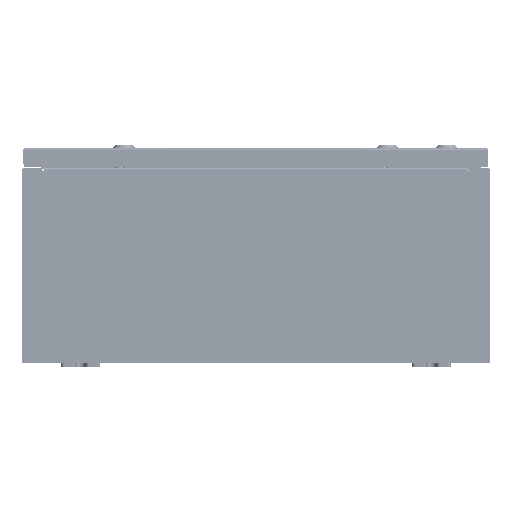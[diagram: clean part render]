
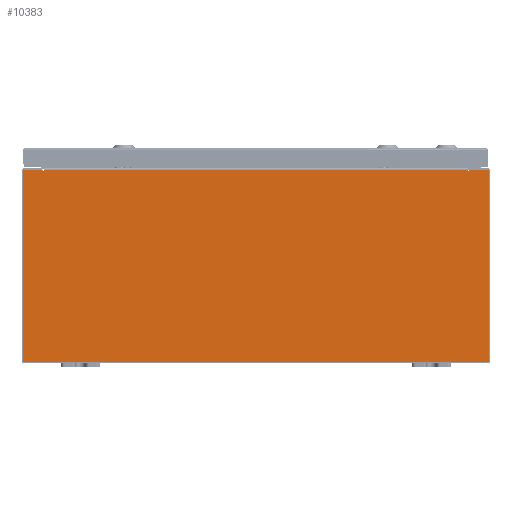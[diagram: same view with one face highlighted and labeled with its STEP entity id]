
A CAD part, front view. The second image highlights one B-rep face of the part: STEP entity #10383.
In plain terms, the highlighted face is planar.
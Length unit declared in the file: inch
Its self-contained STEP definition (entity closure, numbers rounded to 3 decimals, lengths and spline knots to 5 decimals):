
#1083 = VERTEX_POINT ( 'NONE', #39214 ) ;
#1394 = EDGE_LOOP ( 'NONE', ( #31314, #29069, #45245, #11358, #22141, #14744, #31499, #7772, #14007, #14806, #10910, #53449 ) ) ;
#2078 = VERTEX_POINT ( 'NONE', #57534 ) ;
#2117 = LINE ( 'NONE', #15406, #28502 ) ;
#3233 = EDGE_CURVE ( 'NONE', #14942, #1083, #18194, .T. ) ;
#3363 = LINE ( 'NONE', #15527, #28183 ) ;
#3466 = PLANE ( 'NONE',  #21482 ) ;
#6935 = LINE ( 'NONE', #54273, #20120 ) ;
#7430 = DIRECTION ( 'NONE',  ( 0., 0., 1. ) ) ;
#7524 = CARTESIAN_POINT ( 'NONE',  ( -10.8872, 0., 4.87495 ) ) ;
#7772 = ORIENTED_EDGE ( 'NONE', *, *, #51208, .T. ) ;
#7980 = EDGE_CURVE ( 'NONE', #39489, #11575, #58183, .T. ) ;
#8041 = DIRECTION ( 'NONE',  ( 1., 0., 0. ) ) ;
#8500 = CARTESIAN_POINT ( 'NONE',  ( 0., 0., 0. ) ) ;
#9136 = AXIS2_PLACEMENT_3D ( 'NONE', #40625, #10985, #45582 ) ;
#10383 = ADVANCED_FACE ( 'NONE', ( #34053 ), #3466, .F. ) ;
#10453 = DIRECTION ( 'NONE',  ( 1., 0., 0. ) ) ;
#10569 = CARTESIAN_POINT ( 'NONE',  ( -11.9253, 0., -4.9253 ) ) ;
#10910 = ORIENTED_EDGE ( 'NONE', *, *, #31938, .T. ) ;
#10985 = DIRECTION ( 'NONE',  ( 0., 1., 0. ) ) ;
#11358 = ORIENTED_EDGE ( 'NONE', *, *, #52906, .T. ) ;
#11575 = VERTEX_POINT ( 'NONE', #19613 ) ;
#12891 = EDGE_CURVE ( 'NONE', #2078, #11575, #31593, .T. ) ;
#14007 = ORIENTED_EDGE ( 'NONE', *, *, #20808, .T. ) ;
#14514 = VERTEX_POINT ( 'NONE', #39385 ) ;
#14534 = VERTEX_POINT ( 'NONE', #64281 ) ;
#14744 = ORIENTED_EDGE ( 'NONE', *, *, #3233, .F. ) ;
#14806 = ORIENTED_EDGE ( 'NONE', *, *, #26026, .T. ) ;
#14942 = VERTEX_POINT ( 'NONE', #22295 ) ;
#15406 = CARTESIAN_POINT ( 'NONE',  ( -11.9253, 0., -4.9253 ) ) ;
#15527 = CARTESIAN_POINT ( 'NONE',  ( -11.9253, 0., 4.9253 ) ) ;
#15826 = LINE ( 'NONE', #57356, #30495 ) ;
#16835 = AXIS2_PLACEMENT_3D ( 'NONE', #48223, #43968, #25371 ) ;
#18045 = VERTEX_POINT ( 'NONE', #64264 ) ;
#18194 = CIRCLE ( 'NONE', #16835, 0.01867 ) ;
#18759 = VECTOR ( 'NONE', #21611, 39.37008 ) ;
#19613 = CARTESIAN_POINT ( 'NONE',  ( -10.92455, 0., 4.9253 ) ) ;
#20116 = CARTESIAN_POINT ( 'NONE',  ( -11.9253, 0., 4.9253 ) ) ;
#20120 = VECTOR ( 'NONE', #64287, 39.37008 ) ;
#20808 = EDGE_CURVE ( 'NONE', #62003, #30880, #52802, .T. ) ;
#21482 = AXIS2_PLACEMENT_3D ( 'NONE', #8500, #63212, #33587 ) ;
#21611 = DIRECTION ( 'NONE',  ( 1., 0., 0. ) ) ;
#22054 = CARTESIAN_POINT ( 'NONE',  ( -11.9253, 0., 4.9253 ) ) ;
#22141 = ORIENTED_EDGE ( 'NONE', *, *, #32785, .F. ) ;
#22295 = CARTESIAN_POINT ( 'NONE',  ( 10.92455, 0., 4.87495 ) ) ;
#22460 = CARTESIAN_POINT ( 'NONE',  ( 11.9253, 0., 4.9253 ) ) ;
#22907 = VECTOR ( 'NONE', #10453, 39.37008 ) ;
#24139 = CARTESIAN_POINT ( 'NONE',  ( -10.92455, 0., 0. ) ) ;
#25371 = DIRECTION ( 'NONE',  ( 0., 0., -1. ) ) ;
#26026 = EDGE_CURVE ( 'NONE', #30880, #37948, #2117, .T. ) ;
#27974 = VECTOR ( 'NONE', #62760, 39.37008 ) ;
#28119 = VECTOR ( 'NONE', #7430, 39.37008 ) ;
#28183 = VECTOR ( 'NONE', #45091, 39.37008 ) ;
#28502 = VECTOR ( 'NONE', #44956, 39.37008 ) ;
#29069 = ORIENTED_EDGE ( 'NONE', *, *, #44007, .F. ) ;
#29660 = LINE ( 'NONE', #42011, #28119 ) ;
#30495 = VECTOR ( 'NONE', #8041, 39.37008 ) ;
#30880 = VERTEX_POINT ( 'NONE', #38280 ) ;
#31314 = ORIENTED_EDGE ( 'NONE', *, *, #12891, .F. ) ;
#31499 = ORIENTED_EDGE ( 'NONE', *, *, #62511, .F. ) ;
#31593 = LINE ( 'NONE', #24139, #43173 ) ;
#31938 = EDGE_CURVE ( 'NONE', #37948, #39489, #3363, .T. ) ;
#32785 = EDGE_CURVE ( 'NONE', #1083, #14514, #29660, .T. ) ;
#33587 = DIRECTION ( 'NONE',  ( 0., 0., -1. ) ) ;
#34053 = FACE_OUTER_BOUND ( 'NONE', #1394, .T. ) ;
#37948 = VERTEX_POINT ( 'NONE', #10569 ) ;
#38280 = CARTESIAN_POINT ( 'NONE',  ( 11.9253, 0., -4.9253 ) ) ;
#39214 = CARTESIAN_POINT ( 'NONE',  ( 10.8872, 0., 4.87495 ) ) ;
#39385 = CARTESIAN_POINT ( 'NONE',  ( 10.8872, 0., 4.9123 ) ) ;
#39489 = VERTEX_POINT ( 'NONE', #20116 ) ;
#39663 = VECTOR ( 'NONE', #57024, 39.37008 ) ;
#40080 = CARTESIAN_POINT ( 'NONE',  ( -11.9253, 0., 4.9253 ) ) ;
#40625 = CARTESIAN_POINT ( 'NONE',  ( -10.90588, 0., 4.87495 ) ) ;
#42011 = CARTESIAN_POINT ( 'NONE',  ( 10.8872, 0., 0. ) ) ;
#43173 = VECTOR ( 'NONE', #53716, 39.37008 ) ;
#43968 = DIRECTION ( 'NONE',  ( 0., 1., 0. ) ) ;
#44007 = EDGE_CURVE ( 'NONE', #48857, #2078, #58023, .T. ) ;
#44956 = DIRECTION ( 'NONE',  ( -1., 0., 0. ) ) ;
#45091 = DIRECTION ( 'NONE',  ( 0., 0., 1. ) ) ;
#45245 = ORIENTED_EDGE ( 'NONE', *, *, #56297, .F. ) ;
#45582 = DIRECTION ( 'NONE',  ( 0., 0., -1. ) ) ;
#47602 = LINE ( 'NONE', #40080, #22907 ) ;
#48223 = CARTESIAN_POINT ( 'NONE',  ( 10.90588, 0., 4.87495 ) ) ;
#48857 = VERTEX_POINT ( 'NONE', #7524 ) ;
#50520 = CARTESIAN_POINT ( 'NONE',  ( 11.9253, 0., 4.9253 ) ) ;
#51208 = EDGE_CURVE ( 'NONE', #14534, #62003, #47602, .T. ) ;
#52802 = LINE ( 'NONE', #22460, #39663 ) ;
#52906 = EDGE_CURVE ( 'NONE', #18045, #14514, #15826, .T. ) ;
#53449 = ORIENTED_EDGE ( 'NONE', *, *, #7980, .T. ) ;
#53716 = DIRECTION ( 'NONE',  ( 0., 0., 1. ) ) ;
#54225 = LINE ( 'NONE', #57992, #27974 ) ;
#54273 = CARTESIAN_POINT ( 'NONE',  ( 10.92455, 0., 0. ) ) ;
#56297 = EDGE_CURVE ( 'NONE', #18045, #48857, #54225, .T. ) ;
#57024 = DIRECTION ( 'NONE',  ( 0., 0., -1. ) ) ;
#57356 = CARTESIAN_POINT ( 'NONE',  ( -10.8872, 0., 4.9123 ) ) ;
#57534 = CARTESIAN_POINT ( 'NONE',  ( -10.92455, 0., 4.87495 ) ) ;
#57992 = CARTESIAN_POINT ( 'NONE',  ( -10.8872, 0., 0. ) ) ;
#58023 = CIRCLE ( 'NONE', #9136, 0.01867 ) ;
#58183 = LINE ( 'NONE', #22054, #18759 ) ;
#62003 = VERTEX_POINT ( 'NONE', #50520 ) ;
#62511 = EDGE_CURVE ( 'NONE', #14534, #14942, #6935, .T. ) ;
#62760 = DIRECTION ( 'NONE',  ( 0., 0., -1. ) ) ;
#63212 = DIRECTION ( 'NONE',  ( 0., -1., 0. ) ) ;
#64264 = CARTESIAN_POINT ( 'NONE',  ( -10.8872, 0., 4.9123 ) ) ;
#64281 = CARTESIAN_POINT ( 'NONE',  ( 10.92455, 0., 4.9253 ) ) ;
#64287 = DIRECTION ( 'NONE',  ( 0., 0., -1. ) ) ;
